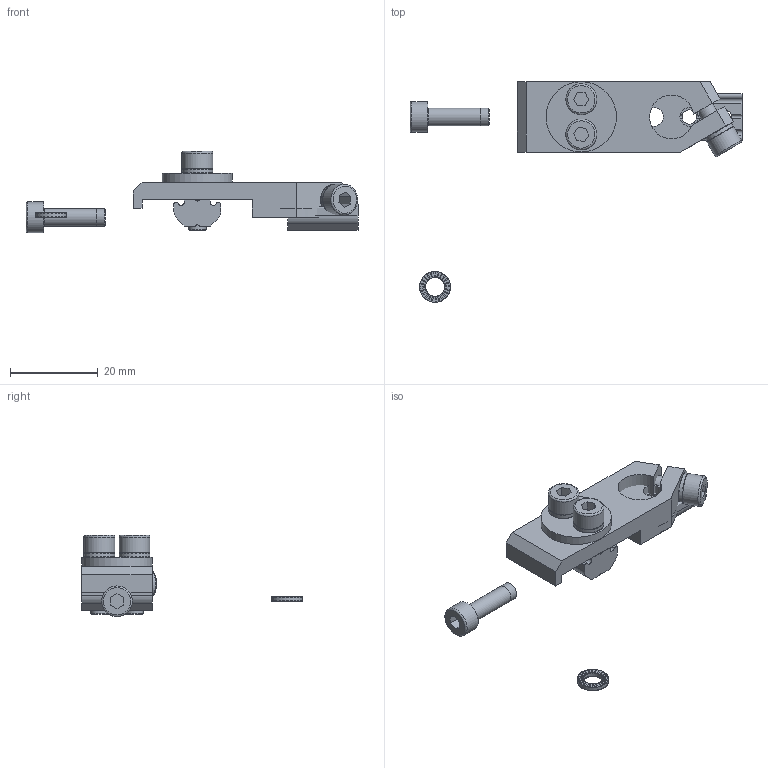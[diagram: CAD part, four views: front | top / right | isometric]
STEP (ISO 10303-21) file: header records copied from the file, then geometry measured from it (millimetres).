
FILE_DESCRIPTION( ( 'Unknown' ), '1' );
FILE_NAME( 'CA.WST.10.X.stp', 'Unknown', ( 'Unknown' ), ( 'Unknown' ), 'PSStep 13.0', 'Unknown', ' ' );
FILE_SCHEMA( ( 'AUTOMOTIVE_DESIGN { 1 0 10303 214 1 1 1 1 }' ) );
Length unit declared in the file: millimetre
Products named in the file (7): Assem1; R.4.SCH; CA.GWP.4.8; V-tcei M  4 x 14; V-tcei M  4 x 12; WST.10.X; WST.10.1
Bounding box: 75.5 x 50.14 x 18.5 mm (x, y, z)
Volume: 9369.6 mm3; surface area: 9851.2 mm2
Topology: 11 solids, 15 shells, 965 faces, 2800 edges, 1857 vertices
Faces by surface type: plane 888, cylinder 62, torus 10, cone 5
Full cylindrical faces by diameter (mm): 3.242 x6, 4 x5, 4.2 x6, 4.3 x4, 7 x9, 12.9 x2, 13.1 x2, 16 x2
Entity records: 11043 total; most frequent: CARTESIAN_POINT 1664, DIRECTION 1595, ORIENTED_EDGE 1550, EDGE_CURVE 775, AXIS2_PLACEMENT_3D 537, VERTEX_POINT 526, LINE 521, VECTOR 521
